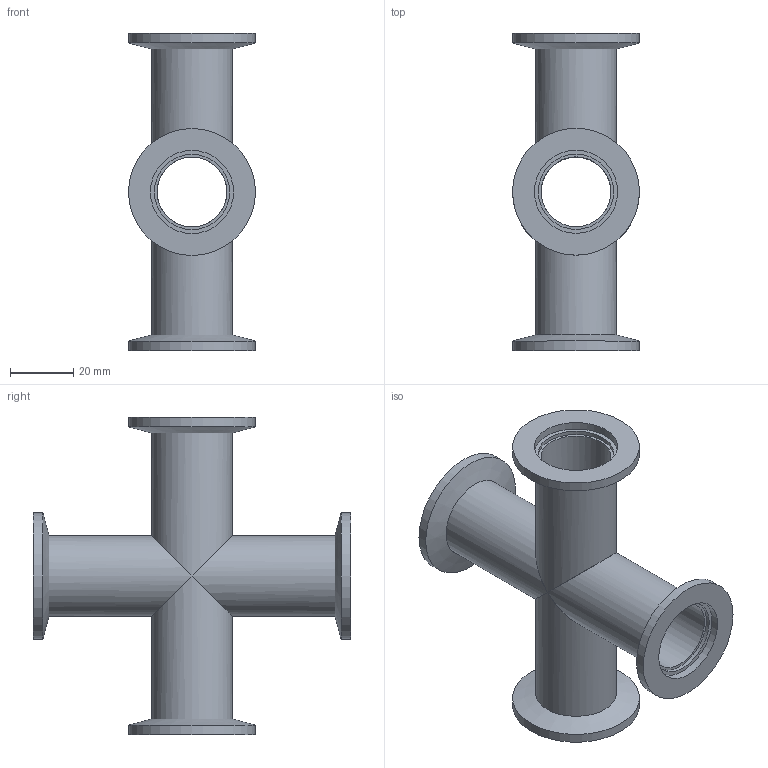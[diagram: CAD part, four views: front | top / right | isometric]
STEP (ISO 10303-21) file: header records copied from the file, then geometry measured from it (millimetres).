
FILE_DESCRIPTION(/* description */ (''),/* implementation_level */ '2;1');
FILE_NAME(/* name */ 'FL-4X25KF.stp',/* time_stamp */ '2018-07-09T09:10:03+01:00',/* author */ ('paul'),/* organization */ (''),/* preprocessor_version */ 'ST-DEVELOPER v17',/* originating_system */ 'Autodesk Inventor 2019',/* authorisation */ '');
FILE_SCHEMA (('AUTOMOTIVE_DESIGN { 1 0 10303 214 3 1 1 }'));
Length unit declared in the file: millimetre
Products named in the file (3): FL-4X25KF; Tube; FL-25KF-25W
Assembly tree (8 placements, depth 2):
  FL-4X25KF
    Tube  x4
    FL-25KF-25W  x4
Bounding box: 40 x 100 x 100 mm (x, y, z)
Volume: 31240.8 mm3; surface area: 33944.3 mm2
Topology: 8 solids, 8 shells, 52 faces, 124 edges, 88 vertices
Faces by surface type: plane 24, cylinder 24, cone 4
Full cylindrical faces by diameter (mm): 22 x4, 23.75 x4, 25.4 x4, 25.7 x4, 26.2 x4, 40 x4
Entity records: 558 total; most frequent: DIRECTION 101, CARTESIAN_POINT 77, ORIENTED_EDGE 62, AXIS2_PLACEMENT_3D 46, EDGE_CURVE 31, VERTEX_POINT 22, CIRCLE 18, EDGE_LOOP 17
